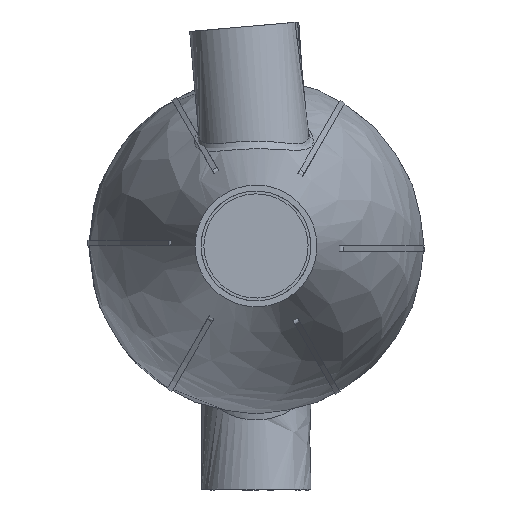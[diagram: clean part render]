
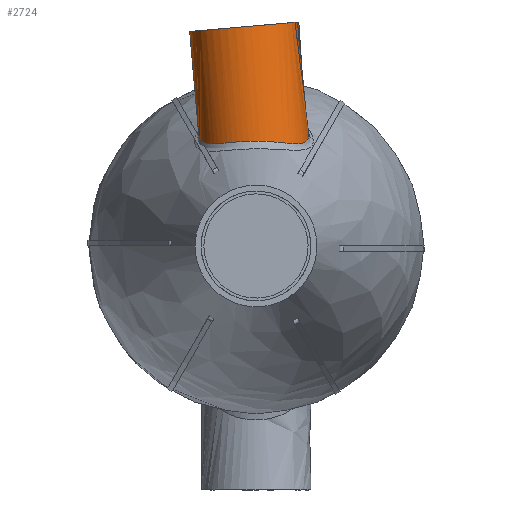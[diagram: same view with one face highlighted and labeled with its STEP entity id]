
A CAD part, front view. The second image highlights one B-rep face of the part: STEP entity #2724.
In plain terms, the highlighted free-form (B-spline) face has degree [2, 1] with [9, 2] control points.
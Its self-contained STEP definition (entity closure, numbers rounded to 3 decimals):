
#1482 = VERTEX_POINT('',#1483);
#1483 = CARTESIAN_POINT('',(1.152,-46.521,
    47.505));
#1489 = EDGE_CURVE('',#1482,#1490,#1492,.T.);
#1490 = VERTEX_POINT('',#1491);
#1491 = CARTESIAN_POINT('',(-18.325,-63.839,
    35.342));
#1492 = B_SPLINE_CURVE_WITH_KNOTS('',3,(#1493,#1494,#1495,#1496,#1497,
    #1498,#1499,#1500,#1501,#1502,#1503,#1504,#1505,#1506,#1507,#1508,
    #1509),.UNSPECIFIED.,.F.,.F.,(4,1,1,1,1,1,1,1,1,1,1,1,1,1,4),(
    -13.151,-12.212,-11.273,-10.333,
    -9.394,-8.768,-8.141,-7.515,
    -6.889,-6.263,-5.636,-5.01,
    -4.384,-3.758,-3.684),.UNSPECIFIED.);
#1493 = CARTESIAN_POINT('',(1.152,-46.521,
    47.505));
#1494 = CARTESIAN_POINT('',(3.865,-46.969,
    47.207));
#1495 = CARTESIAN_POINT('',(8.964,-49.098,
    45.547));
#1496 = CARTESIAN_POINT('',(14.291,-54.559,
    41.344));
#1497 = CARTESIAN_POINT('',(17.16,-61.365,
    36.73));
#1498 = CARTESIAN_POINT('',(16.955,-68.394,
    33.526));
#1499 = CARTESIAN_POINT('',(14.107,-74.247,
    32.611));
#1500 = CARTESIAN_POINT('',(10.159,-78.193,
    32.867));
#1501 = CARTESIAN_POINT('',(5.213,-80.744,
    33.404));
#1502 = CARTESIAN_POINT('',(-0.29,-81.688,
    33.653));
#1503 = CARTESIAN_POINT('',(-5.808,-80.898,
    33.386));
#1504 = CARTESIAN_POINT('',(-10.782,-78.444,
    32.823));
#1505 = CARTESIAN_POINT('',(-14.779,-74.562,
    32.517));
#1506 = CARTESIAN_POINT('',(-17.433,-69.662,
    33.136));
#1507 = CARTESIAN_POINT('',(-18.21,-65.954,
    34.405));
#1508 = CARTESIAN_POINT('',(-18.317,-64.041,
    35.251));
#1509 = CARTESIAN_POINT('',(-18.325,-63.839,
    35.342));
#1511 = EDGE_CURVE('',#1490,#1482,#1512,.T.);
#1512 = B_SPLINE_CURVE_WITH_KNOTS('',3,(#1513,#1514,#1515,#1516,#1517,
    #1518,#1519,#1520,#1521),.UNSPECIFIED.,.F.,.F.,(4,1,1,1,1,1,4),(
    -3.684,-3.131,-2.505,-1.879,
    -0.939,-0.47,0.),.UNSPECIFIED.);
#1513 = CARTESIAN_POINT('',(-18.325,-63.839,
    35.342));
#1514 = CARTESIAN_POINT('',(-18.386,-62.334,
    36.022));
#1515 = CARTESIAN_POINT('',(-18.117,-59.187,
    37.692));
#1516 = CARTESIAN_POINT('',(-16.528,-54.786,
    40.588));
#1517 = CARTESIAN_POINT('',(-13.174,-50.201,
    44.063));
#1518 = CARTESIAN_POINT('',(-8.377,-47.186,
    46.665));
#1519 = CARTESIAN_POINT('',(-2.984,-46.155,
    47.69));
#1520 = CARTESIAN_POINT('',(-0.204,-46.296,
    47.654));
#1521 = CARTESIAN_POINT('',(1.152,-46.521,
    47.505));
#2724 = ADVANCED_FACE('',(#2725),#2747,.T.);
#2725 = FACE_BOUND('',#2726,.T.);
#2726 = EDGE_LOOP('',(#2727,#2739,#2744,#2745,#2746));
#2727 = ORIENTED_EDGE('',*,*,#2728,.F.);
#2728 = EDGE_CURVE('',#2729,#2729,#2731,.T.);
#2729 = VERTEX_POINT('',#2730);
#2730 = CARTESIAN_POINT('',(-21.24,-63.84,
    68.653));
#2731 = ( BOUNDED_CURVE() B_SPLINE_CURVE(2,(#2732,#2733,#2734,#2735,
#2736,#2737,#2738),.UNSPECIFIED.,.T.,.F.) B_SPLINE_CURVE_WITH_KNOTS((3,2
    ,2,3),(3.142,5.236,7.33,9.425),
.PIECEWISE_BEZIER_KNOTS.) CURVE() GEOMETRIC_REPRESENTATION_ITEM() 
RATIONAL_B_SPLINE_CURVE((1.,0.5,1.,0.5,1.,0.5,1.)) REPRESENTATION_ITEM(
  '') );
#2732 = CARTESIAN_POINT('',(-21.24,-63.84,
    68.653));
#2733 = CARTESIAN_POINT('',(-21.24,-94.256,
    68.653));
#2734 = CARTESIAN_POINT('',(5.001,-79.048,
    70.949));
#2735 = CARTESIAN_POINT('',(31.242,-63.84,
    73.245));
#2736 = CARTESIAN_POINT('',(5.001,-48.632,
    70.949));
#2737 = CARTESIAN_POINT('',(-21.24,-33.424,
    68.653));
#2738 = CARTESIAN_POINT('',(-21.24,-63.84,
    68.653));
#2739 = ORIENTED_EDGE('',*,*,#2740,.T.);
#2740 = EDGE_CURVE('',#2729,#1490,#2741,.T.);
#2741 = B_SPLINE_CURVE_WITH_KNOTS('',1,(#2742,#2743),.UNSPECIFIED.,.F.,
  .F.,(2,2),(-60.,-21.916),.PIECEWISE_BEZIER_KNOTS.);
#2742 = CARTESIAN_POINT('',(-21.24,-63.84,
    68.653));
#2743 = CARTESIAN_POINT('',(-18.326,-63.84,
    35.342));
#2744 = ORIENTED_EDGE('',*,*,#1489,.F.);
#2745 = ORIENTED_EDGE('',*,*,#1511,.F.);
#2746 = ORIENTED_EDGE('',*,*,#2740,.F.);
#2747 = ( BOUNDED_SURFACE() B_SPLINE_SURFACE(2,1,(
    (#2748,#2749)
    ,(#2750,#2751)
    ,(#2752,#2753)
    ,(#2754,#2755)
    ,(#2756,#2757)
    ,(#2758,#2759)
    ,(#2760,#2761)
    ,(#2762,#2763)
    ,(#2764,#2765
)),.UNSPECIFIED.,.T.,.F.,.F.) B_SPLINE_SURFACE_WITH_KNOTS((3,2,2,2,3),(2
    ,2),(3.142,4.189,6.283,8.378,
    9.425),(15.818,60.),.UNSPECIFIED.) 
GEOMETRIC_REPRESENTATION_ITEM() RATIONAL_B_SPLINE_SURFACE((
    (0.75,0.75)
    ,(0.75,0.75)
    ,(1.,1.)
    ,(0.5,0.5)
    ,(1.,1.)
    ,(0.5,0.5)
    ,(1.,1.)
    ,(0.75,0.75)
,(0.75,0.75))) REPRESENTATION_ITEM('') SURFACE() );
#2748 = CARTESIAN_POINT('',(-17.859,-63.839,
    30.007));
#2749 = CARTESIAN_POINT('',(-21.24,-63.839,
    68.653));
#2750 = CARTESIAN_POINT('',(-17.859,-73.978,
    30.007));
#2751 = CARTESIAN_POINT('',(-21.24,-73.978,
    68.653));
#2752 = CARTESIAN_POINT('',(-9.112,-79.048,
    30.772));
#2753 = CARTESIAN_POINT('',(-12.493,-79.048,
    69.419));
#2754 = CARTESIAN_POINT('',(17.129,-94.256,
    33.068));
#2755 = CARTESIAN_POINT('',(13.748,-94.256,
    71.714));
#2756 = CARTESIAN_POINT('',(17.129,-63.84,
    33.068));
#2757 = CARTESIAN_POINT('',(13.748,-63.84,
    71.714));
#2758 = CARTESIAN_POINT('',(17.129,-33.424,
    33.068));
#2759 = CARTESIAN_POINT('',(13.748,-33.424,
    71.714));
#2760 = CARTESIAN_POINT('',(-9.112,-48.632,
    30.772));
#2761 = CARTESIAN_POINT('',(-12.493,-48.632,
    69.419));
#2762 = CARTESIAN_POINT('',(-17.858,-53.701,
    30.007));
#2763 = CARTESIAN_POINT('',(-21.239,-53.701,
    68.653));
#2764 = CARTESIAN_POINT('',(-17.859,-63.839,
    30.007));
#2765 = CARTESIAN_POINT('',(-21.24,-63.839,
    68.653));
